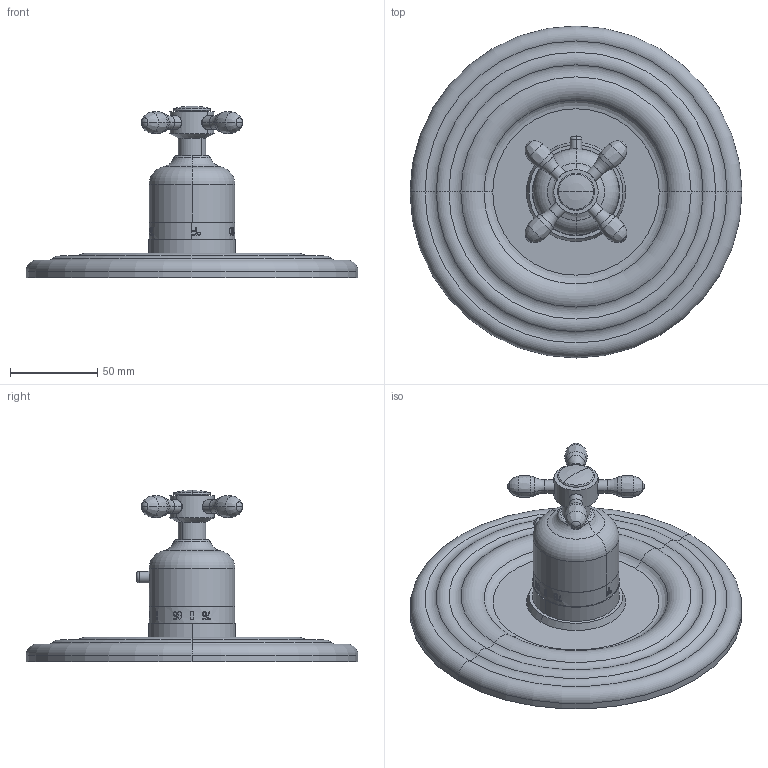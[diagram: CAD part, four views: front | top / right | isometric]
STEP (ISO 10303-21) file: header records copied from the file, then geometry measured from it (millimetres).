
FILE_DESCRIPTION((''),'2;1');
FILE_NAME('3-1644TR','2020-12-03T13:49:02',('jinson.thomas'),(''),'CREO PARAMETRIC BY PTC INC, 2018400','CREO PARAMETRIC BY PTC INC, 2018400','');
FILE_SCHEMA(('CONFIG_CONTROL_DESIGN'));
Length unit declared in the file: inch
Products named in the file (1): 3-1644TR
Bounding box: 190.5 x 190.5 x 98.48 mm (x, y, z)
Volume: 417848.2 mm3; surface area: 76955.4 mm2
Topology: 1 solids, 1 shells, 449 faces, 1202 edges, 770 vertices
Faces by surface type: plane 330, cylinder 47, torus 30, bspline 24, sphere 12, cone 6
Entity records: 14580 total; most frequent: CARTESIAN_POINT 4111, ORIENTED_EDGE 2380, DIRECTION 1886, EDGE_CURVE 1190, VERTEX_POINT 770, AXIS2_PLACEMENT_3D 707, EDGE_LOOP 476, VECTOR 472
